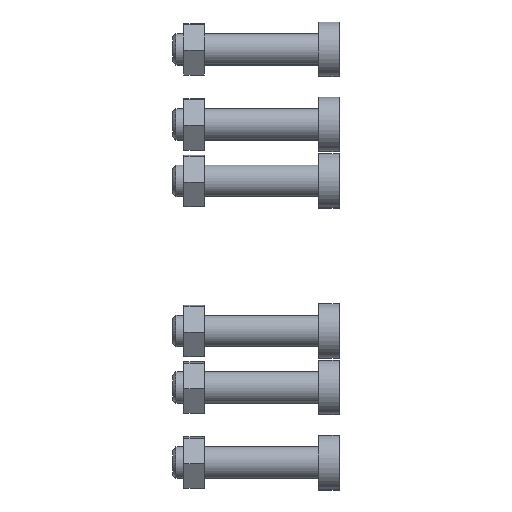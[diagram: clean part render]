
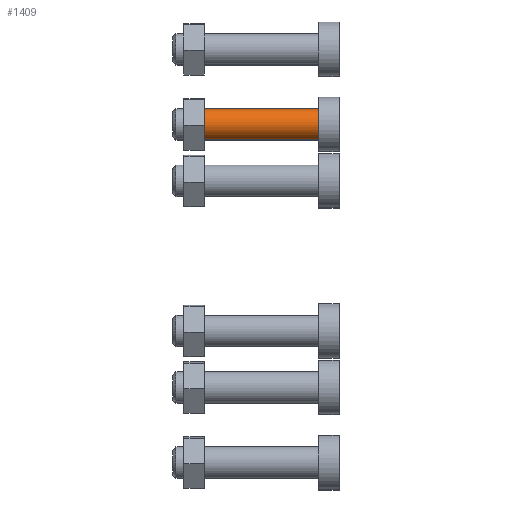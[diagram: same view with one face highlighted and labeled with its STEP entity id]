
A CAD part, top view. The second image highlights one B-rep face of the part: STEP entity #1409.
In plain terms, the highlighted cylindrical face has radius 6.35 mm (diameter 12.7 mm), a partial arc.
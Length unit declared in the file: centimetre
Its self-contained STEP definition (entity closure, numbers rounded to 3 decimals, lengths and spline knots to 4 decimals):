
#41 = CYLINDRICAL_SURFACE ( 'NONE', #3436, 0.635 ) ;
#121 = EDGE_CURVE ( 'NONE', #2933, #3394, #3892, .T. ) ;
#223 = CARTESIAN_POINT ( 'NONE',  ( 53.423, 79.7415, -4.8546 ) ) ;
#300 = ORIENTED_EDGE ( 'NONE', *, *, #121, .F. ) ;
#434 = CARTESIAN_POINT ( 'NONE',  ( 53.423, 79.7415, -3.5846 ) ) ;
#519 = DIRECTION ( 'NONE',  ( -1., 0., 0. ) ) ;
#567 = VERTEX_POINT ( 'NONE', #1416 ) ;
#1035 = EDGE_CURVE ( 'NONE', #3394, #567, #3033, .T. ) ;
#1129 = ORIENTED_EDGE ( 'NONE', *, *, #2164, .F. ) ;
#1197 = CARTESIAN_POINT ( 'NONE',  ( 53.423, 79.7415, -4.2196 ) ) ;
#1266 = DIRECTION ( 'NONE',  ( -1., 0., 0. ) ) ;
#1409 = ADVANCED_FACE ( 'NONE', ( #4005 ), #41, .T. ) ;
#1416 = CARTESIAN_POINT ( 'NONE',  ( 48.812, 79.7415, -3.5846 ) ) ;
#1635 = CARTESIAN_POINT ( 'NONE',  ( 48.812, 79.7415, -4.8546 ) ) ;
#1645 = CARTESIAN_POINT ( 'NONE',  ( 2289.5764, 79.7415, -4.8546 ) ) ;
#1693 = DIRECTION ( 'NONE',  ( -1., 0., 0. ) ) ;
#1717 = DIRECTION ( 'NONE',  ( -1., 0., 0. ) ) ;
#1839 = EDGE_CURVE ( 'NONE', #2781, #567, #3143, .T. ) ;
#1963 = CARTESIAN_POINT ( 'NONE',  ( 2289.5764, 79.7415, -4.2196 ) ) ;
#2032 = DIRECTION ( 'NONE',  ( 0., 0., 1. ) ) ;
#2162 = DIRECTION ( 'NONE',  ( 1., 0., 0. ) ) ;
#2164 = EDGE_CURVE ( 'NONE', #2781, #2933, #2826, .T. ) ;
#2248 = EDGE_LOOP ( 'NONE', ( #300, #1129, #4045, #3666 ) ) ;
#2411 = VECTOR ( 'NONE', #1717, 100. ) ;
#2630 = AXIS2_PLACEMENT_3D ( 'NONE', #1197, #2162, #3458 ) ;
#2697 = AXIS2_PLACEMENT_3D ( 'NONE', #2755, #519, #4066 ) ;
#2755 = CARTESIAN_POINT ( 'NONE',  ( 48.812, 79.7415, -4.2196 ) ) ;
#2767 = VECTOR ( 'NONE', #1266, 100. ) ;
#2781 = VERTEX_POINT ( 'NONE', #434 ) ;
#2826 = CIRCLE ( 'NONE', #2630, 0.635 ) ;
#2933 = VERTEX_POINT ( 'NONE', #223 ) ;
#3033 = CIRCLE ( 'NONE', #2697, 0.635 ) ;
#3143 = LINE ( 'NONE', #3163, #2767 ) ;
#3163 = CARTESIAN_POINT ( 'NONE',  ( 2289.5764, 79.7415, -3.5846 ) ) ;
#3394 = VERTEX_POINT ( 'NONE', #1635 ) ;
#3436 = AXIS2_PLACEMENT_3D ( 'NONE', #1963, #1693, #2032 ) ;
#3458 = DIRECTION ( 'NONE',  ( 0., 0., -1. ) ) ;
#3666 = ORIENTED_EDGE ( 'NONE', *, *, #1035, .F. ) ;
#3892 = LINE ( 'NONE', #1645, #2411 ) ;
#4005 = FACE_OUTER_BOUND ( 'NONE', #2248, .T. ) ;
#4045 = ORIENTED_EDGE ( 'NONE', *, *, #1839, .T. ) ;
#4066 = DIRECTION ( 'NONE',  ( 0., 0., 1. ) ) ;
